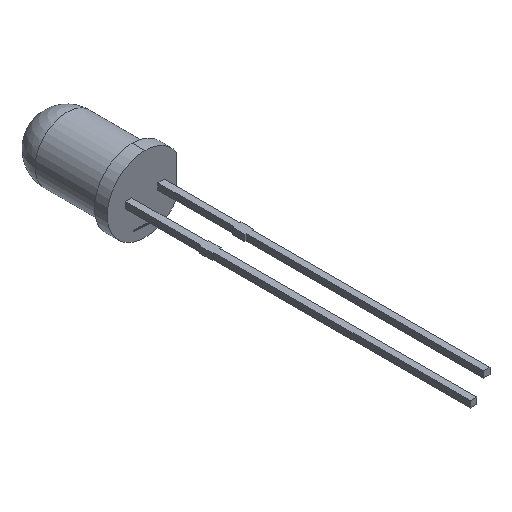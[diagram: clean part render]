
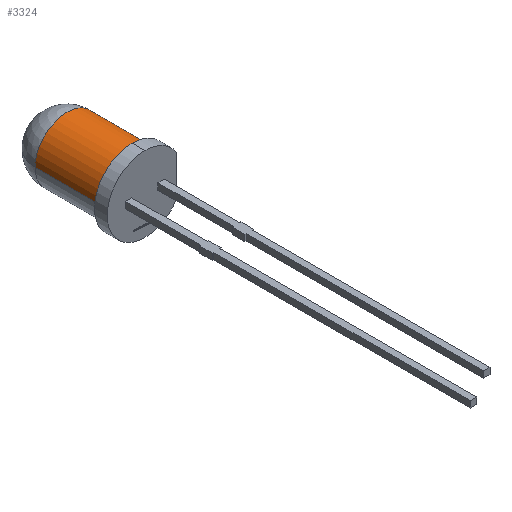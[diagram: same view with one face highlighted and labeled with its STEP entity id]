
A CAD part, isometric view. The second image highlights one B-rep face of the part: STEP entity #3324.
In plain terms, the highlighted cylindrical face has radius 2.5 mm (diameter 5 mm), a partial arc.
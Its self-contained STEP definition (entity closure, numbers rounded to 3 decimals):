
#786 = EDGE_CURVE ( 'NONE', #1352, #1328, #5680, .T. ) ;
#787 = EDGE_CURVE ( 'NONE', #1328, #1323, #4019, .T. ) ;
#1290 = ORIENTED_EDGE ( 'NONE', *, *, #3213, .F. ) ;
#1296 = ORIENTED_EDGE ( 'NONE', *, *, #787, .T. ) ;
#1323 = VERTEX_POINT ( 'NONE', #6308 ) ;
#1328 = VERTEX_POINT ( 'NONE', #6313 ) ;
#1336 = VERTEX_POINT ( 'NONE', #6321 ) ;
#1352 = VERTEX_POINT ( 'NONE', #6337 ) ;
#3199 = EDGE_CURVE ( 'NONE', #1336, #1323, #5779, .T. ) ;
#3213 = EDGE_CURVE ( 'NONE', #1352, #1336, #8639, .T. ) ;
#3324 = ADVANCED_FACE ( 'NONE', ( #9455 ), #9487, .T. ) ;
#4006 = CARTESIAN_POINT ( 'NONE',  ( 0., 6.1, 0. ) ) ;
#4016 = DIRECTION ( 'NONE',  ( 0., -1., 0. ) ) ;
#4017 = DIRECTION ( 'NONE',  ( 1., 0., 0. ) ) ;
#4019 = LINE ( 'NONE', #4020, #11748 ) ;
#4020 = CARTESIAN_POINT ( 'NONE',  ( -2.5, 1., 0. ) ) ;
#4021 = DIRECTION ( 'NONE',  ( 0., -1., 0. ) ) ;
#5209 = ORIENTED_EDGE ( 'NONE', *, *, #3199, .F. ) ;
#5210 = ORIENTED_EDGE ( 'NONE', *, *, #786, .T. ) ;
#5680 = CIRCLE ( 'NONE', #11744, 2.5 ) ;
#5779 = CIRCLE ( 'NONE', #6978, 2.5 ) ;
#6308 = CARTESIAN_POINT ( 'NONE',  ( -2.5, 1., 0. ) ) ;
#6313 = CARTESIAN_POINT ( 'NONE',  ( -2.5, 6.1, 0. ) ) ;
#6321 = CARTESIAN_POINT ( 'NONE',  ( 2.5, 1., 0. ) ) ;
#6337 = CARTESIAN_POINT ( 'NONE',  ( 2.5, 6.1, 0. ) ) ;
#6978 = AXIS2_PLACEMENT_3D ( 'NONE', #8567, #8577, #8578 ) ;
#7915 = EDGE_LOOP ( 'NONE', ( #5210, #1296, #5209, #1290 ) ) ;
#8567 = CARTESIAN_POINT ( 'NONE',  ( 0., 1., 0. ) ) ;
#8577 = DIRECTION ( 'NONE',  ( 0., -1., 0. ) ) ;
#8578 = DIRECTION ( 'NONE',  ( 1., 0., 0. ) ) ;
#8639 = LINE ( 'NONE', #8640, #9397 ) ;
#8640 = CARTESIAN_POINT ( 'NONE',  ( 2.5, 1., 0. ) ) ;
#8641 = DIRECTION ( 'NONE',  ( 0., -1., 0. ) ) ;
#9012 = CARTESIAN_POINT ( 'NONE',  ( 0., 1., 0. ) ) ;
#9106 = DIRECTION ( 'NONE',  ( 0., -1., 0. ) ) ;
#9107 = DIRECTION ( 'NONE',  ( 1., 0., 0. ) ) ;
#9397 = VECTOR ( 'NONE', #8641, 1000. ) ;
#9455 = FACE_OUTER_BOUND ( 'NONE', #7915, .T. ) ;
#9458 = AXIS2_PLACEMENT_3D ( 'NONE', #9012, #9106, #9107 ) ;
#9487 = CYLINDRICAL_SURFACE ( 'NONE', #9458, 2.5 ) ;
#11744 = AXIS2_PLACEMENT_3D ( 'NONE', #4006, #4016, #4017 ) ;
#11748 = VECTOR ( 'NONE', #4021, 1000. ) ;
